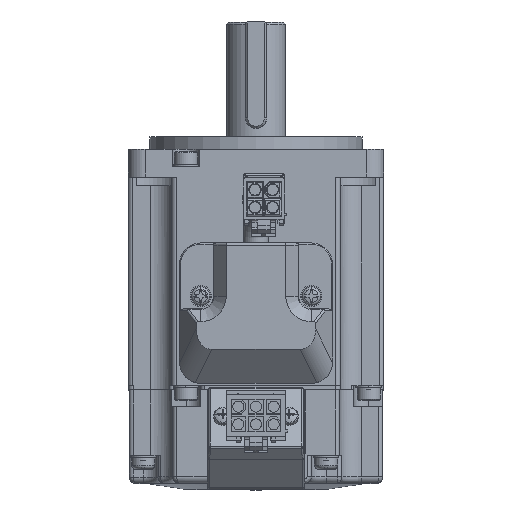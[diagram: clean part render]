
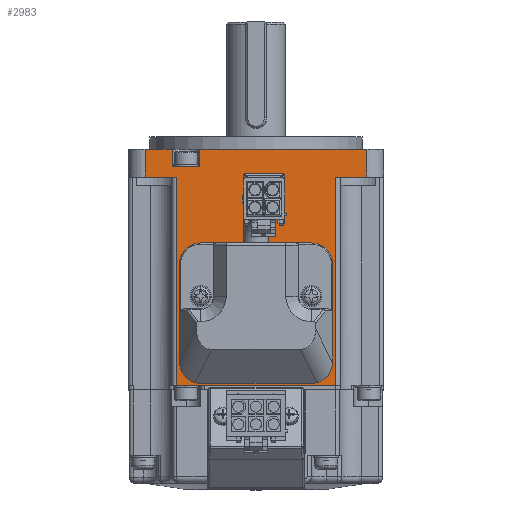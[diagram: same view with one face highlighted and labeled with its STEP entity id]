
A CAD part, top view. The second image highlights one B-rep face of the part: STEP entity #2983.
In plain terms, the highlighted planar face has unit normal (0, 0, 1).
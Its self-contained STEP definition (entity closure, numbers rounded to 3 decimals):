
#2983=ADVANCED_FACE('',(#11966,#11967),#4896,.F.);
#4896=PLANE('',#32777);
#6056=LINE('',#45367,#9012);
#6078=LINE('',#45478,#9034);
#6079=LINE('',#45480,#9035);
#6080=LINE('',#45482,#9036);
#6081=LINE('',#45484,#9037);
#6082=LINE('',#45486,#9038);
#6083=LINE('',#45488,#9039);
#6084=LINE('',#45490,#9040);
#6085=LINE('',#45492,#9041);
#6086=LINE('',#45494,#9042);
#6087=LINE('',#45496,#9043);
#6088=LINE('',#45498,#9044);
#6089=LINE('',#45499,#9045);
#6090=LINE('',#45504,#9046);
#6091=LINE('',#45508,#9047);
#6092=LINE('',#45512,#9048);
#9012=VECTOR('',#36000,1.);
#9034=VECTOR('',#36094,1.);
#9035=VECTOR('',#36095,1.);
#9036=VECTOR('',#36096,1.);
#9037=VECTOR('',#36097,1.);
#9038=VECTOR('',#36098,1.);
#9039=VECTOR('',#36099,1.);
#9040=VECTOR('',#36100,1.);
#9041=VECTOR('',#36101,1.);
#9042=VECTOR('',#36102,1.);
#9043=VECTOR('',#36103,1.);
#9044=VECTOR('',#36104,1.);
#9045=VECTOR('',#36105,1.);
#9046=VECTOR('',#36108,1.);
#9047=VECTOR('',#36111,1.);
#9048=VECTOR('',#36114,1.);
#11966=FACE_BOUND('',#12404,.T.);
#11967=FACE_BOUND('',#12405,.T.);
#12404=EDGE_LOOP('',(#14650,#14651,#14652,#14653,#14654,#14655,#14656,#14657,
#14658,#14659,#14660,#14661));
#12405=EDGE_LOOP('',(#14662,#14663,#14664,#14665,#14666,#14667,#14668,#14669));
#14650=ORIENTED_EDGE('',*,*,#26864,.T.);
#14651=ORIENTED_EDGE('',*,*,#26810,.F.);
#14652=ORIENTED_EDGE('',*,*,#26865,.T.);
#14653=ORIENTED_EDGE('',*,*,#26866,.F.);
#14654=ORIENTED_EDGE('',*,*,#26867,.T.);
#14655=ORIENTED_EDGE('',*,*,#26868,.F.);
#14656=ORIENTED_EDGE('',*,*,#26869,.F.);
#14657=ORIENTED_EDGE('',*,*,#26870,.F.);
#14658=ORIENTED_EDGE('',*,*,#26871,.T.);
#14659=ORIENTED_EDGE('',*,*,#26872,.F.);
#14660=ORIENTED_EDGE('',*,*,#26873,.F.);
#14661=ORIENTED_EDGE('',*,*,#26874,.F.);
#14662=ORIENTED_EDGE('',*,*,#26875,.F.);
#14663=ORIENTED_EDGE('',*,*,#26876,.F.);
#14664=ORIENTED_EDGE('',*,*,#26877,.F.);
#14665=ORIENTED_EDGE('',*,*,#26878,.F.);
#14666=ORIENTED_EDGE('',*,*,#26879,.F.);
#14667=ORIENTED_EDGE('',*,*,#26880,.F.);
#14668=ORIENTED_EDGE('',*,*,#26881,.F.);
#14669=ORIENTED_EDGE('',*,*,#26882,.F.);
#23862=VERTEX_POINT('',#45366);
#23863=VERTEX_POINT('',#45368);
#23916=VERTEX_POINT('',#45479);
#23917=VERTEX_POINT('',#45481);
#23918=VERTEX_POINT('',#45483);
#23919=VERTEX_POINT('',#45485);
#23920=VERTEX_POINT('',#45487);
#23921=VERTEX_POINT('',#45489);
#23922=VERTEX_POINT('',#45491);
#23923=VERTEX_POINT('',#45493);
#23924=VERTEX_POINT('',#45495);
#23925=VERTEX_POINT('',#45497);
#23926=VERTEX_POINT('',#45500);
#23927=VERTEX_POINT('',#45501);
#23928=VERTEX_POINT('',#45503);
#23929=VERTEX_POINT('',#45505);
#23930=VERTEX_POINT('',#45507);
#23931=VERTEX_POINT('',#45509);
#23932=VERTEX_POINT('',#45511);
#23933=VERTEX_POINT('',#45513);
#26810=EDGE_CURVE('',#23862,#23863,#6056,.T.);
#26864=EDGE_CURVE('',#23916,#23863,#6078,.T.);
#26865=EDGE_CURVE('',#23862,#23917,#6079,.T.);
#26866=EDGE_CURVE('',#23918,#23917,#6080,.T.);
#26867=EDGE_CURVE('',#23918,#23919,#6081,.T.);
#26868=EDGE_CURVE('',#23920,#23919,#6082,.T.);
#26869=EDGE_CURVE('',#23921,#23920,#6083,.T.);
#26870=EDGE_CURVE('',#23922,#23921,#6084,.T.);
#26871=EDGE_CURVE('',#23922,#23923,#6085,.T.);
#26872=EDGE_CURVE('',#23924,#23923,#6086,.T.);
#26873=EDGE_CURVE('',#23925,#23924,#6087,.T.);
#26874=EDGE_CURVE('',#23916,#23925,#6088,.T.);
#26875=EDGE_CURVE('',#23926,#23927,#6089,.T.);
#26876=EDGE_CURVE('',#23928,#23926,#31451,.T.);
#26877=EDGE_CURVE('',#23929,#23928,#6090,.T.);
#26878=EDGE_CURVE('',#23930,#23929,#31452,.T.);
#26879=EDGE_CURVE('',#23931,#23930,#6091,.T.);
#26880=EDGE_CURVE('',#23932,#23931,#31453,.T.);
#26881=EDGE_CURVE('',#23933,#23932,#6092,.T.);
#26882=EDGE_CURVE('',#23927,#23933,#31454,.T.);
#31451=CIRCLE('',#32773,5.);
#31452=CIRCLE('',#32774,5.);
#31453=CIRCLE('',#32775,5.);
#31454=CIRCLE('',#32776,5.);
#32773=AXIS2_PLACEMENT_3D('',#45502,#36106,#36107);
#32774=AXIS2_PLACEMENT_3D('',#45506,#36109,#36110);
#32775=AXIS2_PLACEMENT_3D('',#45510,#36112,#36113);
#32776=AXIS2_PLACEMENT_3D('',#45514,#36115,#36116);
#32777=AXIS2_PLACEMENT_3D('',#45515,#36117,#36118);
#36000=DIRECTION('',(-1.,0.,0.));
#36094=DIRECTION('',(0.,-1.,0.));
#36095=DIRECTION('',(0.,1.,0.));
#36096=DIRECTION('',(-1.,0.,0.));
#36097=DIRECTION('',(0.,1.,0.));
#36098=DIRECTION('',(1.,0.,0.));
#36099=DIRECTION('',(0.,1.,0.));
#36100=DIRECTION('',(1.,0.,0.));
#36101=DIRECTION('',(0.,1.,0.));
#36102=DIRECTION('',(1.,0.,0.));
#36103=DIRECTION('',(0.,1.,0.));
#36104=DIRECTION('',(-1.,0.,0.));
#36105=DIRECTION('',(-1.,0.,0.));
#36106=DIRECTION('',(0.,0.,1.));
#36107=DIRECTION('',(0.,-1.,0.));
#36108=DIRECTION('',(0.,1.,0.));
#36109=DIRECTION('',(0.,0.,1.));
#36110=DIRECTION('',(0.,-1.,0.));
#36111=DIRECTION('',(1.,0.,0.));
#36112=DIRECTION('',(0.,0.,1.));
#36113=DIRECTION('',(0.,-1.,0.));
#36114=DIRECTION('',(0.,-1.,0.));
#36115=DIRECTION('',(0.,0.,1.));
#36116=DIRECTION('',(0.,-1.,0.));
#36117=DIRECTION('',(0.,0.,-1.));
#36118=DIRECTION('',(0.,1.,0.));
#45366=CARTESIAN_POINT('',(18.8,-22.5,0.));
#45367=CARTESIAN_POINT('',(18.8,-22.5,0.));
#45368=CARTESIAN_POINT('',(-18.8,-22.5,0.));
#45478=CARTESIAN_POINT('',(-18.8,44.,0.));
#45479=CARTESIAN_POINT('',(-18.8,26.5,0.));
#45480=CARTESIAN_POINT('',(18.8,46.,0.));
#45481=CARTESIAN_POINT('',(18.8,26.5,0.));
#45482=CARTESIAN_POINT('',(-18.8,26.5,0.));
#45483=CARTESIAN_POINT('',(26.,26.5,0.));
#45484=CARTESIAN_POINT('',(26.,44.,0.));
#45485=CARTESIAN_POINT('',(26.,33.,0.));
#45486=CARTESIAN_POINT('',(26.,33.,0.));
#45487=CARTESIAN_POINT('',(-13.3,33.,0.));
#45488=CARTESIAN_POINT('',(-13.3,29.,0.));
#45489=CARTESIAN_POINT('',(-13.3,29.,0.));
#45490=CARTESIAN_POINT('',(-19.7,29.,0.));
#45491=CARTESIAN_POINT('',(-19.7,29.,0.));
#45492=CARTESIAN_POINT('',(-19.7,29.,0.));
#45493=CARTESIAN_POINT('',(-19.7,33.,0.));
#45494=CARTESIAN_POINT('',(26.,33.,0.));
#45495=CARTESIAN_POINT('',(-26.,33.,0.));
#45496=CARTESIAN_POINT('',(-26.,44.,0.));
#45497=CARTESIAN_POINT('',(-26.,26.5,0.));
#45498=CARTESIAN_POINT('',(-19.8,26.5,0.));
#45499=CARTESIAN_POINT('',(13.,11.,0.));
#45500=CARTESIAN_POINT('',(13.,11.,0.));
#45501=CARTESIAN_POINT('',(-13.,11.,0.));
#45502=CARTESIAN_POINT('',(13.,6.,0.));
#45503=CARTESIAN_POINT('',(18.,6.,0.));
#45504=CARTESIAN_POINT('',(18.,-17.,0.));
#45505=CARTESIAN_POINT('',(18.,-17.,0.));
#45506=CARTESIAN_POINT('',(13.,-17.,0.));
#45507=CARTESIAN_POINT('',(13.,-22.,0.));
#45508=CARTESIAN_POINT('',(-13.,-22.,0.));
#45509=CARTESIAN_POINT('',(-13.,-22.,0.));
#45510=CARTESIAN_POINT('',(-13.,-17.,0.));
#45511=CARTESIAN_POINT('',(-18.,-17.,0.));
#45512=CARTESIAN_POINT('',(-18.,6.,0.));
#45513=CARTESIAN_POINT('',(-18.,6.,0.));
#45514=CARTESIAN_POINT('',(-13.,6.,0.));
#45515=CARTESIAN_POINT('',(-18.8,-46.,0.));
